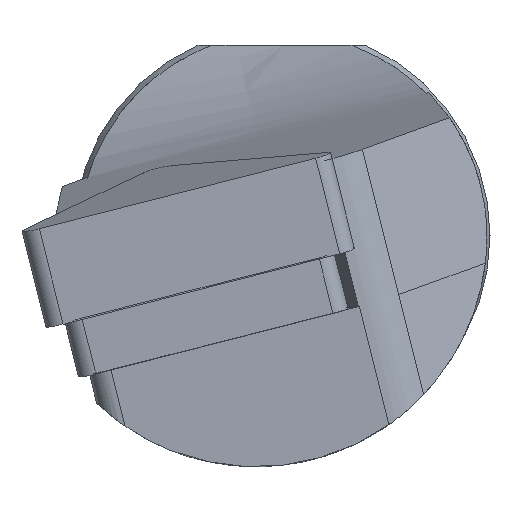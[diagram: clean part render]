
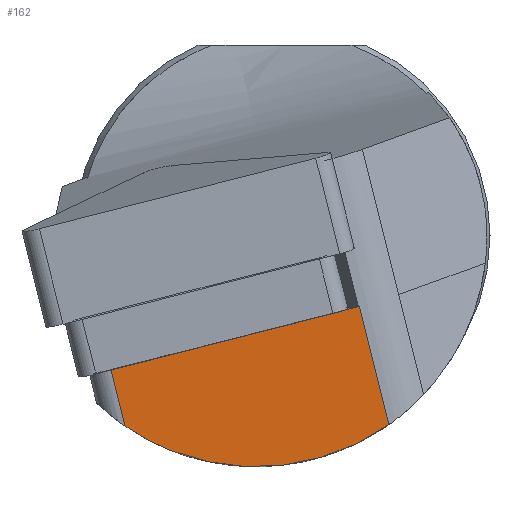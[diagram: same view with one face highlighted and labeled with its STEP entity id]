
A CAD part, left-side view. The second image highlights one B-rep face of the part: STEP entity #162.
In plain terms, the highlighted planar face has unit normal (-0.993, -0.075, -0.089).
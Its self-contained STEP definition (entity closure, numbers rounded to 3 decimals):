
#128=ELLIPSE('',#857,11.176,11.1);
#162=ADVANCED_FACE('',(#228),#204,.T.);
#204=PLANE('',#862);
#228=FACE_OUTER_BOUND('',#271,.T.);
#271=EDGE_LOOP('',(#440,#441,#442,#443,#444));
#311=LINE('',#1134,#363);
#320=LINE('',#1207,#372);
#321=LINE('',#1209,#373);
#322=LINE('',#1210,#374);
#363=VECTOR('',#928,1.);
#372=VECTOR('',#963,1.);
#373=VECTOR('',#964,1.);
#374=VECTOR('',#965,1.);
#440=ORIENTED_EDGE('',*,*,#731,.F.);
#441=ORIENTED_EDGE('',*,*,#721,.F.);
#442=ORIENTED_EDGE('',*,*,#732,.T.);
#443=ORIENTED_EDGE('',*,*,#710,.T.);
#444=ORIENTED_EDGE('',*,*,#733,.T.);
#637=VERTEX_POINT('',#1132);
#639=VERTEX_POINT('',#1135);
#648=VERTEX_POINT('',#1165);
#649=VERTEX_POINT('',#1167);
#656=VERTEX_POINT('',#1208);
#710=EDGE_CURVE('',#639,#637,#311,.T.);
#721=EDGE_CURVE('',#648,#649,#128,.T.);
#731=EDGE_CURVE('',#649,#656,#320,.T.);
#732=EDGE_CURVE('',#648,#639,#321,.T.);
#733=EDGE_CURVE('',#637,#656,#322,.T.);
#857=AXIS2_PLACEMENT_3D('',#1166,#947,#948);
#862=AXIS2_PLACEMENT_3D('',#1211,#966,#967);
#928=DIRECTION('',(-0.051,0.968,-0.247));
#947=DIRECTION('',(0.993,0.075,0.089));
#948=DIRECTION('',(-0.116,0.639,0.76));
#963=DIRECTION('',(-0.105,0.241,0.965));
#964=DIRECTION('',(-0.105,0.241,0.965));
#965=DIRECTION('',(-0.051,0.968,-0.247));
#966=DIRECTION('',(-0.993,-0.075,-0.089));
#967=DIRECTION('',(-0.089,0.,0.996));
#1132=CARTESIAN_POINT('',(-166.307,-15.812,-3.695));
#1134=CARTESIAN_POINT('',(-166.267,-16.581,-3.499));
#1135=CARTESIAN_POINT('',(-166.267,-16.581,-3.499));
#1165=CARTESIAN_POINT('',(-165.651,-17.999,-9.184));
#1166=CARTESIAN_POINT('',(-166.945,-11.611,-0.106));
#1167=CARTESIAN_POINT('',(-166.6,-5.314,-9.247));
#1207=CARTESIAN_POINT('',(-198.288,67.623,283.286));
#1208=CARTESIAN_POINT('',(-166.893,-4.64,-6.544));
#1209=CARTESIAN_POINT('',(-197.662,55.681,286.331));
#1210=CARTESIAN_POINT('',(-166.267,-16.581,-3.499));
#1211=CARTESIAN_POINT('',(-197.662,55.681,286.331));
